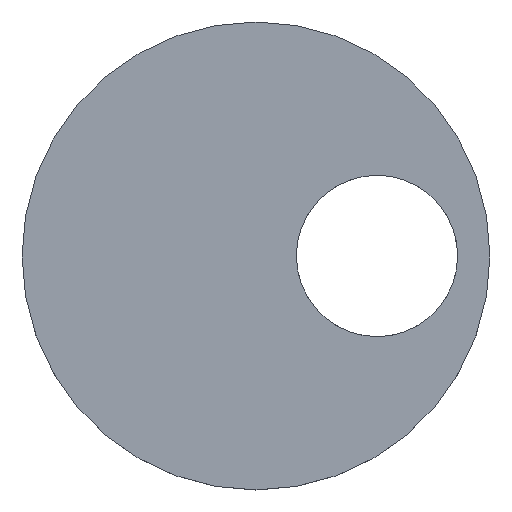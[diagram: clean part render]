
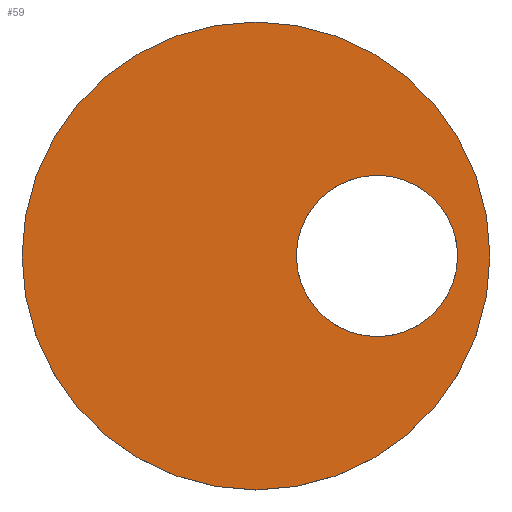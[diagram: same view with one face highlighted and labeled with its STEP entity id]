
A CAD part, top view. The second image highlights one B-rep face of the part: STEP entity #59.
In plain terms, the highlighted planar face has unit normal (0, 0, 1).
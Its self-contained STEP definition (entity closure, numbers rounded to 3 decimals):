
#15 = CARTESIAN_POINT ( 'NONE',  ( 450., 0., 125. ) ) ;
#19 = AXIS2_PLACEMENT_3D ( 'NONE', #375, #275, #197 ) ;
#31 = AXIS2_PLACEMENT_3D ( 'NONE', #406, #60, #239 ) ;
#37 = ORIENTED_EDGE ( 'NONE', *, *, #217, .T. ) ;
#56 = CARTESIAN_POINT ( 'NONE',  ( 750., 0., 125. ) ) ;
#59 = ADVANCED_FACE ( 'NONE', ( #72, #155 ), #79, .T. ) ;
#60 = DIRECTION ( 'NONE',  ( 0., 0., 1. ) ) ;
#62 = CIRCLE ( 'NONE', #416, 870. ) ;
#72 = FACE_BOUND ( 'NONE', #411, .T. ) ;
#75 = CIRCLE ( 'NONE', #31, 870. ) ;
#79 = PLANE ( 'NONE',  #111 ) ;
#81 = CARTESIAN_POINT ( 'NONE',  ( 0., 0., 125. ) ) ;
#85 = DIRECTION ( 'NONE',  ( 0., 0., 1. ) ) ;
#100 = CIRCLE ( 'NONE', #156, 300. ) ;
#105 = VERTEX_POINT ( 'NONE', #295 ) ;
#107 = ORIENTED_EDGE ( 'NONE', *, *, #412, .T. ) ;
#111 = AXIS2_PLACEMENT_3D ( 'NONE', #81, #85, #218 ) ;
#121 = DIRECTION ( 'NONE',  ( 1., 0., 0. ) ) ;
#145 = VERTEX_POINT ( 'NONE', #56 ) ;
#155 = FACE_OUTER_BOUND ( 'NONE', #389, .T. ) ;
#156 = AXIS2_PLACEMENT_3D ( 'NONE', #15, #340, #276 ) ;
#158 = CARTESIAN_POINT ( 'NONE',  ( 0., 0., 125. ) ) ;
#183 = DIRECTION ( 'NONE',  ( 0., 0., 1. ) ) ;
#197 = DIRECTION ( 'NONE',  ( 1., 0., 0. ) ) ;
#199 = CARTESIAN_POINT ( 'NONE',  ( -870., 0., 125. ) ) ;
#206 = ORIENTED_EDGE ( 'NONE', *, *, #288, .F. ) ;
#217 = EDGE_CURVE ( 'NONE', #286, #312, #62, .T. ) ;
#218 = DIRECTION ( 'NONE',  ( 1., 0., 0. ) ) ;
#239 = DIRECTION ( 'NONE',  ( 1., 0., 0. ) ) ;
#275 = DIRECTION ( 'NONE',  ( 0., 0., 1. ) ) ;
#276 = DIRECTION ( 'NONE',  ( 1., 0., 0. ) ) ;
#281 = CIRCLE ( 'NONE', #19, 300. ) ;
#286 = VERTEX_POINT ( 'NONE', #401 ) ;
#288 = EDGE_CURVE ( 'NONE', #105, #145, #100, .T. ) ;
#295 = CARTESIAN_POINT ( 'NONE',  ( 150., 0., 125. ) ) ;
#312 = VERTEX_POINT ( 'NONE', #199 ) ;
#340 = DIRECTION ( 'NONE',  ( 0., 0., 1. ) ) ;
#375 = CARTESIAN_POINT ( 'NONE',  ( 450., 0., 125. ) ) ;
#380 = ORIENTED_EDGE ( 'NONE', *, *, #409, .F. ) ;
#389 = EDGE_LOOP ( 'NONE', ( #107, #37 ) ) ;
#401 = CARTESIAN_POINT ( 'NONE',  ( 870., 0., 125. ) ) ;
#406 = CARTESIAN_POINT ( 'NONE',  ( 0., 0., 125. ) ) ;
#409 = EDGE_CURVE ( 'NONE', #145, #105, #281, .T. ) ;
#411 = EDGE_LOOP ( 'NONE', ( #380, #206 ) ) ;
#412 = EDGE_CURVE ( 'NONE', #312, #286, #75, .T. ) ;
#416 = AXIS2_PLACEMENT_3D ( 'NONE', #158, #183, #121 ) ;
